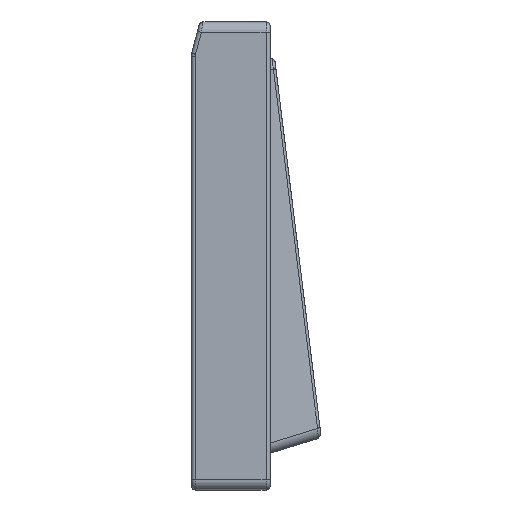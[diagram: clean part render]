
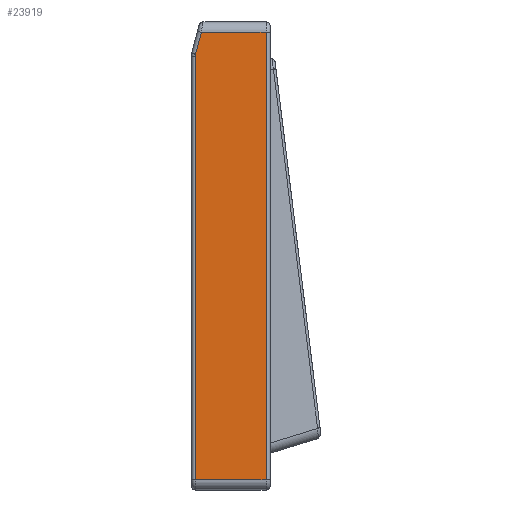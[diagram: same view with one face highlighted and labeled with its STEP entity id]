
A CAD part, left-side view. The second image highlights one B-rep face of the part: STEP entity #23919.
In plain terms, the highlighted planar face has unit normal (-1, 0, 0).
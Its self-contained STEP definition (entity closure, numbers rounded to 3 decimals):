
#839=PLANE('',#26086);
#1853=FACE_OUTER_BOUND('',#3289,.T.);
#3289=EDGE_LOOP('',(#20276,#20277,#20278,#20279,#20280,#20281));
#5274=LINE('',#38439,#7616);
#5285=LINE('',#38550,#7627);
#5301=LINE('',#38604,#7643);
#5305=LINE('',#38633,#7647);
#5433=LINE('',#39015,#7775);
#7616=VECTOR('',#31248,10.);
#7627=VECTOR('',#31317,10.);
#7643=VECTOR('',#31367,10.);
#7647=VECTOR('',#31403,10.);
#7775=VECTOR('',#31767,10.);
#9248=CIRCLE('',#25938,2.);
#11090=VERTEX_POINT('',#38436);
#11091=VERTEX_POINT('',#38438);
#11109=VERTEX_POINT('',#38540);
#11111=VERTEX_POINT('',#38546);
#11133=VERTEX_POINT('',#38603);
#11141=VERTEX_POINT('',#38626);
#14122=EDGE_CURVE('',#11090,#11091,#5274,.T.);
#14154=EDGE_CURVE('',#11109,#11111,#5285,.T.);
#14156=EDGE_CURVE('',#11111,#11090,#9248,.T.);
#14181=EDGE_CURVE('',#11091,#11133,#5301,.T.);
#14196=EDGE_CURVE('',#11133,#11141,#5305,.T.);
#14392=EDGE_CURVE('',#11141,#11109,#5433,.T.);
#20276=ORIENTED_EDGE('',*,*,#14154,.F.);
#20277=ORIENTED_EDGE('',*,*,#14392,.F.);
#20278=ORIENTED_EDGE('',*,*,#14196,.F.);
#20279=ORIENTED_EDGE('',*,*,#14181,.F.);
#20280=ORIENTED_EDGE('',*,*,#14122,.F.);
#20281=ORIENTED_EDGE('',*,*,#14156,.F.);
#23919=ADVANCED_FACE('',(#1853),#839,.T.);
#25938=AXIS2_PLACEMENT_3D('',#38553,#31322,#31323);
#26086=AXIS2_PLACEMENT_3D('',#39014,#31765,#31766);
#31248=DIRECTION('',(0.,-0.966,-0.259));
#31317=DIRECTION('',(0.,-1.,0.));
#31322=DIRECTION('center_axis',(1.,0.,0.));
#31323=DIRECTION('ref_axis',(0.,-0.131,0.991));
#31367=DIRECTION('',(0.,0.,-1.));
#31403=DIRECTION('',(0.,1.,0.));
#31765=DIRECTION('center_axis',(-1.,0.,0.));
#31766=DIRECTION('ref_axis',(0.,-1.,0.));
#31767=DIRECTION('',(0.,0.,1.));
#38436=CARTESIAN_POINT('',(-158.875,-49.223,6.732));
#38438=CARTESIAN_POINT('',(-158.875,-54.6,5.291));
#38439=CARTESIAN_POINT('',(-158.875,-2.273,19.312));
#38540=CARTESIAN_POINT('',(-158.875,54.6,6.8));
#38546=CARTESIAN_POINT('',(-158.875,-48.705,6.8));
#38550=CARTESIAN_POINT('',(-158.875,28.55,6.8));
#38553=CARTESIAN_POINT('Origin',(-158.875,-48.705,4.8));
#38603=CARTESIAN_POINT('',(-158.875,-54.6,-10.5));
#38604=CARTESIAN_POINT('',(-158.875,-54.6,0.));
#38626=CARTESIAN_POINT('',(-158.875,54.6,-10.5));
#38633=CARTESIAN_POINT('',(-158.875,52.6,-10.5));
#39014=CARTESIAN_POINT('Origin',(-158.875,57.1,0.));
#39015=CARTESIAN_POINT('',(-158.875,54.6,0.));
